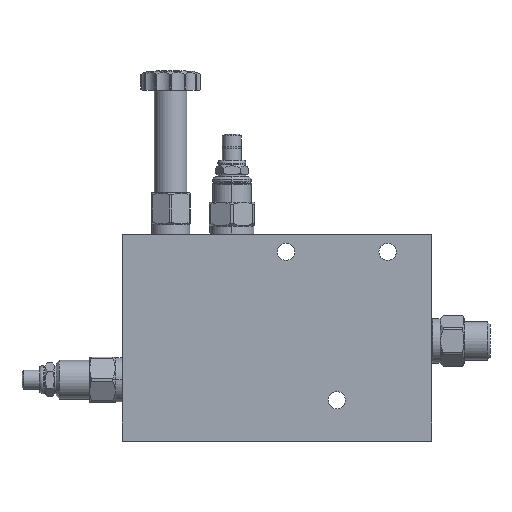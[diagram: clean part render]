
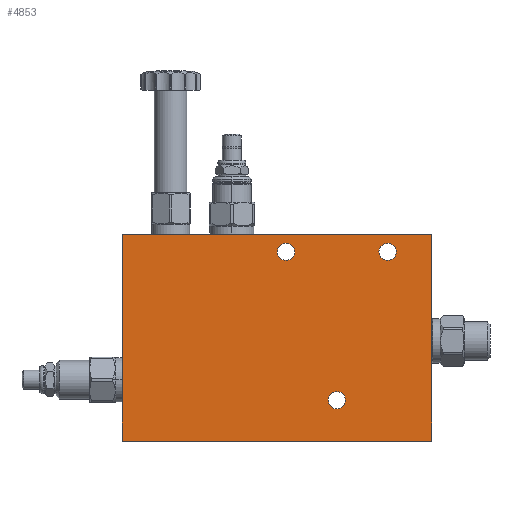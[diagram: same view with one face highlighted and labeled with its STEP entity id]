
A CAD part, front view. The second image highlights one B-rep face of the part: STEP entity #4853.
In plain terms, the highlighted planar face has unit normal (0, -1, 0).
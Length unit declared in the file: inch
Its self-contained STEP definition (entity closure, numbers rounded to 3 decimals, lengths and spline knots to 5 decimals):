
#5=DIRECTION('',(1.,0.,0.));
#6=VECTOR('',#5,6.);
#7=CARTESIAN_POINT('',(0.,-1.75,0.));
#8=LINE('',#7,#6);
#211=DIRECTION('',(0.,0.,1.));
#212=VECTOR('',#211,4.);
#213=CARTESIAN_POINT('',(6.,-1.75,0.));
#214=LINE('',#213,#212);
#225=DIRECTION('',(0.,0.,1.));
#226=VECTOR('',#225,4.);
#227=CARTESIAN_POINT('',(0.,-1.75,0.));
#228=LINE('',#227,#226);
#229=CARTESIAN_POINT('',(5.141,-1.75,3.665));
#230=DIRECTION('',(0.,1.,0.));
#231=DIRECTION('',(0.,0.,-1.));
#232=AXIS2_PLACEMENT_3D('',#229,#230,#231);
#234=CARTESIAN_POINT('',(5.141,-1.75,3.665));
#235=DIRECTION('',(0.,1.,0.));
#236=DIRECTION('',(0.,0.,1.));
#237=AXIS2_PLACEMENT_3D('',#234,#235,#236);
#239=CARTESIAN_POINT('',(3.173,-1.75,3.665));
#240=DIRECTION('',(0.,1.,0.));
#241=DIRECTION('',(0.,0.,-1.));
#242=AXIS2_PLACEMENT_3D('',#239,#240,#241);
#244=CARTESIAN_POINT('',(3.173,-1.75,3.665));
#245=DIRECTION('',(0.,1.,0.));
#246=DIRECTION('',(0.,0.,1.));
#247=AXIS2_PLACEMENT_3D('',#244,#245,#246);
#249=CARTESIAN_POINT('',(4.157,-1.75,0.791));
#250=DIRECTION('',(0.,1.,0.));
#251=DIRECTION('',(0.,0.,-1.));
#252=AXIS2_PLACEMENT_3D('',#249,#250,#251);
#254=CARTESIAN_POINT('',(4.157,-1.75,0.791));
#255=DIRECTION('',(0.,1.,0.));
#256=DIRECTION('',(0.,0.,1.));
#257=AXIS2_PLACEMENT_3D('',#254,#255,#256);
#271=DIRECTION('',(1.,0.,0.));
#272=VECTOR('',#271,6.);
#273=CARTESIAN_POINT('',(0.,-1.75,4.));
#274=LINE('',#273,#272);
#4119=CARTESIAN_POINT('',(0.,-1.75,0.));
#4121=VERTEX_POINT('',#4119);
#4122=CARTESIAN_POINT('',(6.,-1.75,0.));
#4123=VERTEX_POINT('',#4122);
#4127=CARTESIAN_POINT('',(0.,-1.75,4.));
#4129=VERTEX_POINT('',#4127);
#4130=CARTESIAN_POINT('',(6.,-1.75,4.));
#4131=VERTEX_POINT('',#4130);
#4498=CARTESIAN_POINT('',(5.141,-1.75,3.4975));
#4499=CARTESIAN_POINT('',(5.141,-1.75,3.8325));
#4500=VERTEX_POINT('',#4498);
#4501=VERTEX_POINT('',#4499);
#4510=CARTESIAN_POINT('',(3.173,-1.75,3.4975));
#4511=CARTESIAN_POINT('',(3.173,-1.75,3.8325));
#4512=VERTEX_POINT('',#4510);
#4513=VERTEX_POINT('',#4511);
#4522=CARTESIAN_POINT('',(4.157,-1.75,0.6235));
#4523=CARTESIAN_POINT('',(4.157,-1.75,0.9585));
#4524=VERTEX_POINT('',#4522);
#4525=VERTEX_POINT('',#4523);
#4823=CARTESIAN_POINT('',(0.,-1.75,0.));
#4824=DIRECTION('',(0.,-1.,0.));
#4825=DIRECTION('',(1.,0.,0.));
#4826=AXIS2_PLACEMENT_3D('',#4823,#4824,#4825);
#4827=PLANE('',#4826);
#4828=ORIENTED_EDGE('',*,*,#4705,.F.);
#4829=ORIENTED_EDGE('',*,*,#4742,.T.);
#4831=ORIENTED_EDGE('',*,*,#4830,.T.);
#4832=ORIENTED_EDGE('',*,*,#4809,.F.);
#4833=EDGE_LOOP('',(#4828,#4829,#4831,#4832));
#4834=FACE_OUTER_BOUND('',#4833,.F.);
#4836=ORIENTED_EDGE('',*,*,#4835,.F.);
#4838=ORIENTED_EDGE('',*,*,#4837,.F.);
#4839=EDGE_LOOP('',(#4836,#4838));
#4840=FACE_BOUND('',#4839,.F.);
#4842=ORIENTED_EDGE('',*,*,#4841,.F.);
#4844=ORIENTED_EDGE('',*,*,#4843,.F.);
#4845=EDGE_LOOP('',(#4842,#4844));
#4846=FACE_BOUND('',#4845,.F.);
#4848=ORIENTED_EDGE('',*,*,#4847,.F.);
#4850=ORIENTED_EDGE('',*,*,#4849,.F.);
#4851=EDGE_LOOP('',(#4848,#4850));
#4852=FACE_BOUND('',#4851,.F.);
#4853=ADVANCED_FACE('',(#4834,#4840,#4846,#4852),#4827,.T.);
#233=CIRCLE('',#232,0.1675);
#238=CIRCLE('',#237,0.1675);
#243=CIRCLE('',#242,0.1675);
#248=CIRCLE('',#247,0.1675);
#253=CIRCLE('',#252,0.1675);
#258=CIRCLE('',#257,0.1675);
#4705=EDGE_CURVE('',#4121,#4123,#8,.T.);
#4742=EDGE_CURVE('',#4121,#4129,#228,.T.);
#4809=EDGE_CURVE('',#4123,#4131,#214,.T.);
#4830=EDGE_CURVE('',#4129,#4131,#274,.T.);
#4835=EDGE_CURVE('',#4500,#4501,#233,.T.);
#4837=EDGE_CURVE('',#4501,#4500,#238,.T.);
#4841=EDGE_CURVE('',#4512,#4513,#243,.T.);
#4843=EDGE_CURVE('',#4513,#4512,#248,.T.);
#4847=EDGE_CURVE('',#4524,#4525,#253,.T.);
#4849=EDGE_CURVE('',#4525,#4524,#258,.T.);
